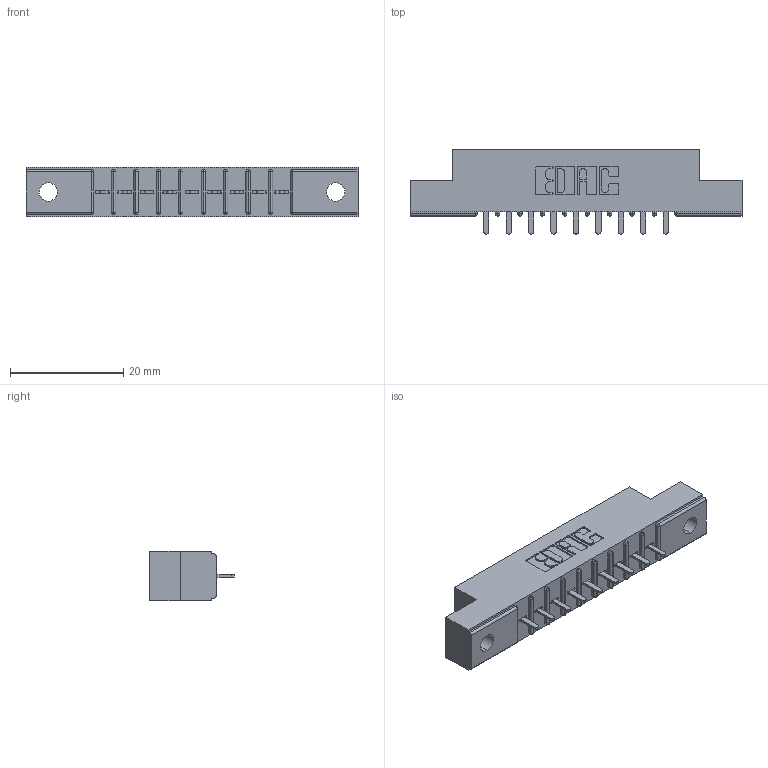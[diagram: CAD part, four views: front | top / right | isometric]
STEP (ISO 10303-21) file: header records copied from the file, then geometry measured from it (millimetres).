
FILE_DESCRIPTION (( 'STEP AP203' ), '1' );
FILE_NAME ('306-009-521-102.STEP', '2019-09-11T19:12:03', ( '' ), ( '' ), 'SwSTEP 2.0', 'SolidWorks 2016', '' );
FILE_SCHEMA (( 'CONFIG_CONTROL_DESIGN' ));
Length unit declared in the file: inch
Products named in the file (3): 306-290-001_121; 306 Part_.128 Dia; 306-009-521-102
Assembly tree (10 placements, depth 2):
  306-009-521-102
    306 Part_.128 Dia
    306-290-001_121  x9
Bounding box: 58.67 x 14.88 x 8.71 mm (x, y, z)
Volume: 3903.2 mm3; surface area: 5046.8 mm2
Topology: 10 solids, 10 shells, 746 faces, 2089 edges, 1342 vertices
Faces by surface type: plane 491, cylinder 219, sphere 36
Entity records: 12626 total; most frequent: CARTESIAN_POINT 2114, ORIENTED_EDGE 2090, DIRECTION 2089, EDGE_CURVE 1045, VECTOR 799, LINE 799, VERTEX_POINT 670, AXIS2_PLACEMENT_3D 645
